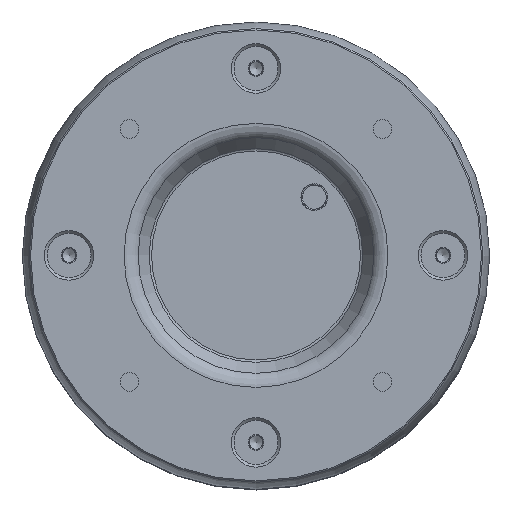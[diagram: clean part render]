
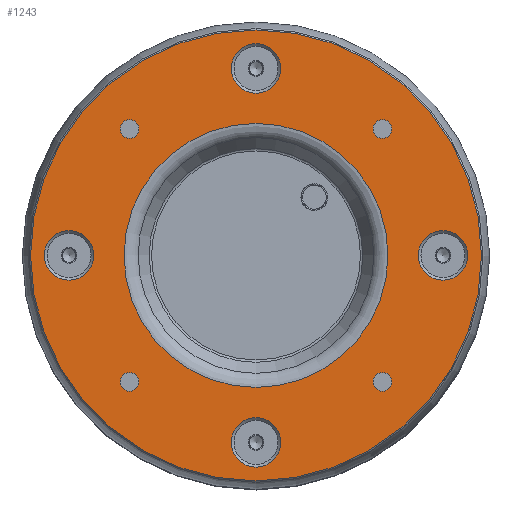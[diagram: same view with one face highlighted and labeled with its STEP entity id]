
A CAD part, top view. The second image highlights one B-rep face of the part: STEP entity #1243.
In plain terms, the highlighted planar face has unit normal (0, 0, 1).
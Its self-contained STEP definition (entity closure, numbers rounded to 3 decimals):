
#1243=ADVANCED_FACE('',(#1817,#1818,#1819,#1820,#1821,#1822,#1823,#1824,
#1825,#1826),#1457,.T.);
#1457=PLANE('',#5470);
#1817=FACE_BOUND('',#2416,.T.);
#1818=FACE_BOUND('',#2417,.T.);
#1819=FACE_BOUND('',#2418,.T.);
#1820=FACE_BOUND('',#2419,.T.);
#1821=FACE_BOUND('',#2420,.T.);
#1822=FACE_BOUND('',#2421,.T.);
#1823=FACE_BOUND('',#2422,.T.);
#1824=FACE_BOUND('',#2423,.T.);
#1825=FACE_BOUND('',#2424,.T.);
#1826=FACE_BOUND('',#2425,.T.);
#2416=EDGE_LOOP('',(#3366));
#2417=EDGE_LOOP('',(#3367));
#2418=EDGE_LOOP('',(#3368));
#2419=EDGE_LOOP('',(#3369));
#2420=EDGE_LOOP('',(#3370));
#2421=EDGE_LOOP('',(#3371));
#2422=EDGE_LOOP('',(#3372));
#2423=EDGE_LOOP('',(#3373));
#2424=EDGE_LOOP('',(#3374));
#2425=EDGE_LOOP('',(#3375));
#3366=ORIENTED_EDGE('',*,*,#4466,.T.);
#3367=ORIENTED_EDGE('',*,*,#4467,.F.);
#3368=ORIENTED_EDGE('',*,*,#4468,.T.);
#3369=ORIENTED_EDGE('',*,*,#4469,.F.);
#3370=ORIENTED_EDGE('',*,*,#4470,.T.);
#3371=ORIENTED_EDGE('',*,*,#4471,.F.);
#3372=ORIENTED_EDGE('',*,*,#4472,.T.);
#3373=ORIENTED_EDGE('',*,*,#4473,.F.);
#3374=ORIENTED_EDGE('',*,*,#4474,.T.);
#3375=ORIENTED_EDGE('',*,*,#4475,.F.);
#3967=VERTEX_POINT('',#8273);
#3968=VERTEX_POINT('',#8275);
#3969=VERTEX_POINT('',#8277);
#3970=VERTEX_POINT('',#8279);
#3971=VERTEX_POINT('',#8281);
#3972=VERTEX_POINT('',#8283);
#3973=VERTEX_POINT('',#8285);
#3974=VERTEX_POINT('',#8287);
#3975=VERTEX_POINT('',#8289);
#3976=VERTEX_POINT('',#8291);
#4466=EDGE_CURVE('',#3967,#3967,#4858,.T.);
#4467=EDGE_CURVE('',#3968,#3968,#4859,.T.);
#4468=EDGE_CURVE('',#3969,#3969,#4860,.T.);
#4469=EDGE_CURVE('',#3970,#3970,#4861,.T.);
#4470=EDGE_CURVE('',#3971,#3971,#4862,.T.);
#4471=EDGE_CURVE('',#3972,#3972,#4863,.T.);
#4472=EDGE_CURVE('',#3973,#3973,#4864,.T.);
#4473=EDGE_CURVE('',#3974,#3974,#4865,.T.);
#4474=EDGE_CURVE('',#3975,#3975,#4866,.T.);
#4475=EDGE_CURVE('',#3976,#3976,#4867,.T.);
#4858=CIRCLE('',#5460,82.);
#4859=CIRCLE('',#5461,3.4);
#4860=CIRCLE('',#5462,9.);
#4861=CIRCLE('',#5463,3.4);
#4862=CIRCLE('',#5464,9.);
#4863=CIRCLE('',#5465,3.4);
#4864=CIRCLE('',#5466,9.);
#4865=CIRCLE('',#5467,3.4);
#4866=CIRCLE('',#5468,9.);
#4867=CIRCLE('',#5469,48.);
#5460=AXIS2_PLACEMENT_3D('',#8272,#6777,#6778);
#5461=AXIS2_PLACEMENT_3D('',#8274,#6779,#6780);
#5462=AXIS2_PLACEMENT_3D('',#8276,#6781,#6782);
#5463=AXIS2_PLACEMENT_3D('',#8278,#6783,#6784);
#5464=AXIS2_PLACEMENT_3D('',#8280,#6785,#6786);
#5465=AXIS2_PLACEMENT_3D('',#8282,#6787,#6788);
#5466=AXIS2_PLACEMENT_3D('',#8284,#6789,#6790);
#5467=AXIS2_PLACEMENT_3D('',#8286,#6791,#6792);
#5468=AXIS2_PLACEMENT_3D('',#8288,#6793,#6794);
#5469=AXIS2_PLACEMENT_3D('',#8290,#6795,#6796);
#5470=AXIS2_PLACEMENT_3D('',#8292,#6797,#6798);
#6777=DIRECTION('',(0.,0.,1.));
#6778=DIRECTION('',(1.,0.,0.));
#6779=DIRECTION('',(0.,0.,1.));
#6780=DIRECTION('',(1.,0.,0.));
#6781=DIRECTION('',(0.,0.,-1.));
#6782=DIRECTION('',(1.,0.,0.));
#6783=DIRECTION('',(0.,0.,1.));
#6784=DIRECTION('',(1.,0.,0.));
#6785=DIRECTION('',(0.,0.,-1.));
#6786=DIRECTION('',(1.,0.,0.));
#6787=DIRECTION('',(0.,0.,1.));
#6788=DIRECTION('',(1.,0.,0.));
#6789=DIRECTION('',(0.,0.,-1.));
#6790=DIRECTION('',(1.,0.,0.));
#6791=DIRECTION('',(0.,0.,1.));
#6792=DIRECTION('',(1.,0.,0.));
#6793=DIRECTION('',(0.,0.,-1.));
#6794=DIRECTION('',(1.,0.,0.));
#6795=DIRECTION('',(0.,0.,1.));
#6796=DIRECTION('',(1.,0.,0.));
#6797=DIRECTION('',(0.,0.,1.));
#6798=DIRECTION('',(1.,0.,0.));
#8272=CARTESIAN_POINT('',(0.,0.,237.));
#8273=CARTESIAN_POINT('',(82.,0.,237.));
#8274=CARTESIAN_POINT('',(45.962,-45.962,237.));
#8275=CARTESIAN_POINT('',(49.362,-45.962,237.));
#8276=CARTESIAN_POINT('',(0.,-68.,237.));
#8277=CARTESIAN_POINT('',(9.,-68.,237.));
#8278=CARTESIAN_POINT('',(-45.962,-45.962,237.));
#8279=CARTESIAN_POINT('',(-42.562,-45.962,237.));
#8280=CARTESIAN_POINT('',(-68.,0.,237.));
#8281=CARTESIAN_POINT('',(-59.,0.,237.));
#8282=CARTESIAN_POINT('',(-45.962,45.962,237.));
#8283=CARTESIAN_POINT('',(-42.562,45.962,237.));
#8284=CARTESIAN_POINT('',(0.,68.,237.));
#8285=CARTESIAN_POINT('',(9.,68.,237.));
#8286=CARTESIAN_POINT('',(45.962,45.962,237.));
#8287=CARTESIAN_POINT('',(49.362,45.962,237.));
#8288=CARTESIAN_POINT('',(68.,0.,237.));
#8289=CARTESIAN_POINT('',(77.,0.,237.));
#8290=CARTESIAN_POINT('',(0.,0.,237.));
#8291=CARTESIAN_POINT('',(48.,0.,237.));
#8292=CARTESIAN_POINT('',(48.,0.,237.));
